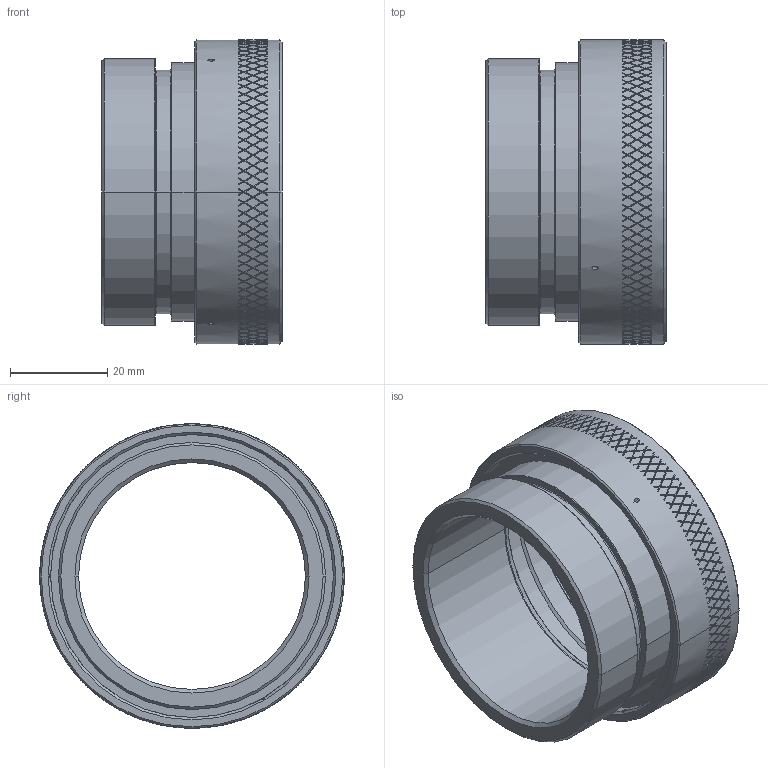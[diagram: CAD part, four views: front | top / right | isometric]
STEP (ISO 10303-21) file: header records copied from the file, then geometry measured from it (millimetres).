
FILE_DESCRIPTION((''),'2;1');
FILE_NAME('M8504960-1W36','2015-07-07T',('sarunc'),('SOURIAU INDIA'),'PRO/ENGINEER BY PARAMETRIC TECHNOLOGY CORPORATION, 2010140','PRO/ENGINEER BY PARAMETRIC TECHNOLOGY CORPORATION, 2010140','');
FILE_SCHEMA(('CONFIG_CONTROL_DESIGN'));
Length unit declared in the file: millimetre
Products named in the file (1): M8504960-1W36
Bounding box: 37.11 x 62.71 x 62.71 mm (x, y, z)
Volume: 24565.8 mm3; surface area: 17117.1 mm2
Topology: 1 solids, 1 shells, 2389 faces, 6049 edges, 4025 vertices
Faces by surface type: bspline 1440, plane 513, cylinder 406, cone 18, torus 12
Entity records: 113972 total; most frequent: CARTESIAN_POINT 71561, ORIENTED_EDGE 11378, EDGE_CURVE 5689, B_SPLINE_CURVE_WITH_KNOTS 4624, DIRECTION 3483, VERTEX_POINT 3305, EDGE_LOOP 2400, FACE_OUTER_BOUND 2389
